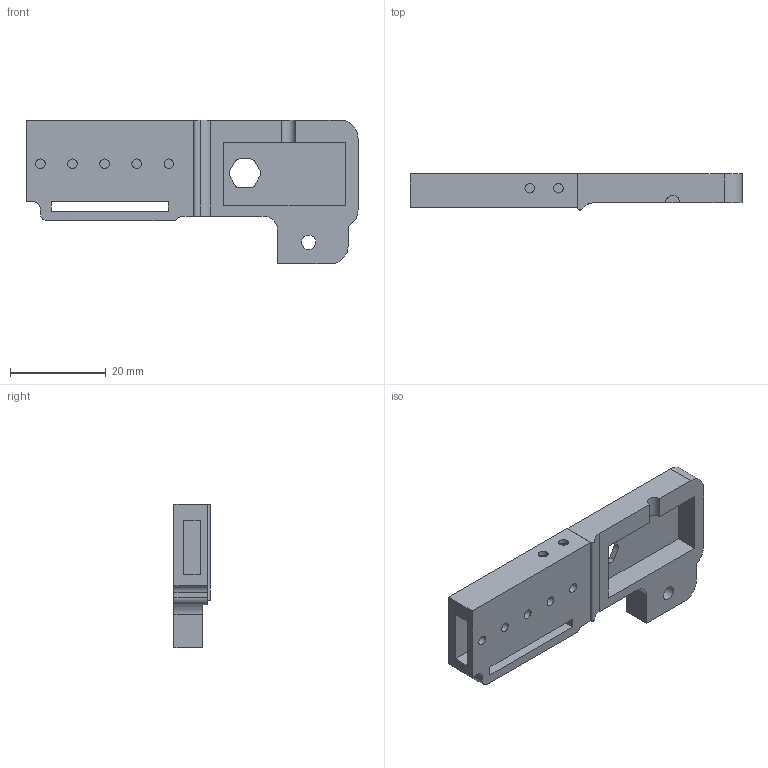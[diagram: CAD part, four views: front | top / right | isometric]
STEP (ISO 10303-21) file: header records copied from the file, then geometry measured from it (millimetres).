
FILE_DESCRIPTION(/* description */ (''),/* implementation_level */ '2;1');
FILE_NAME(/* name */ '3.1 Calf Support Left_poly_upper.stp',/* time_stamp */ '2023-04-15T22:10:06+06:00',/* author */ ('shailesh suthar'),/* organization */ (''),/* preprocessor_version */ 'ST-DEVELOPER v18.1',/* originating_system */ 'Autodesk Inventor 2022',/* authorisation */ '');
FILE_SCHEMA (('AUTOMOTIVE_DESIGN { 1 0 10303 214 3 1 1 }'));
Length unit declared in the file: millimetre
Products named in the file (1): 3.1 Calf Support Left_poly_upper
Bounding box: 69.32 x 7.54 x 30 mm (x, y, z)
Volume: 6383.5 mm3; surface area: 6365.5 mm2
Topology: 2 solids, 2 shells, 84 faces, 231 edges, 154 vertices
Faces by surface type: plane 59, cylinder 25
Full cylindrical faces by diameter (mm): 2 x7, 3 x1
Entity records: 2749 total; most frequent: CARTESIAN_POINT 470, ORIENTED_EDGE 462, DIRECTION 453, EDGE_CURVE 231, LINE 179, VECTOR 179, VERTEX_POINT 154, AXIS2_PLACEMENT_3D 137
